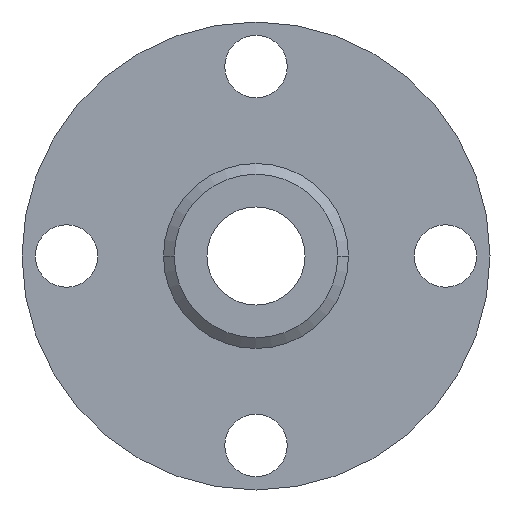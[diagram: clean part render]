
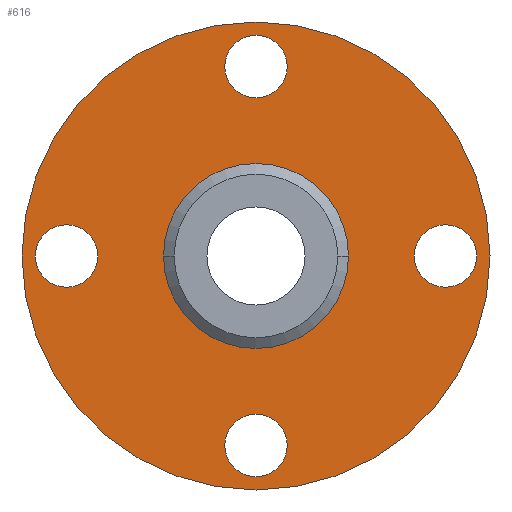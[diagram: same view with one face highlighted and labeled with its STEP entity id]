
A CAD part, front view. The second image highlights one B-rep face of the part: STEP entity #616.
In plain terms, the highlighted planar face has unit normal (0, -1, 0).
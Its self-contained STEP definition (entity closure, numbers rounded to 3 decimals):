
#2 = ORIENTED_EDGE ( 'NONE', *, *, #832, .T. ) ;
#16 = DIRECTION ( 'NONE',  ( 0., -1., 0. ) ) ;
#28 = EDGE_CURVE ( 'NONE', #690, #521, #48, .T. ) ;
#29 = FACE_BOUND ( 'NONE', #69, .T. ) ;
#35 = CIRCLE ( 'NONE', #708, 7. ) ;
#44 = DIRECTION ( 'NONE',  ( 0., 1., 0. ) ) ;
#48 = CIRCLE ( 'NONE', #259, 7. ) ;
#68 = EDGE_CURVE ( 'NONE', #661, #250, #372, .T. ) ;
#69 = EDGE_LOOP ( 'NONE', ( #306, #1094 ) ) ;
#70 = EDGE_LOOP ( 'NONE', ( #1126, #1161 ) ) ;
#71 = CIRCLE ( 'NONE', #1011, 7. ) ;
#81 = CARTESIAN_POINT ( 'NONE',  ( 49.5, 2., 0. ) ) ;
#82 = CARTESIAN_POINT ( 'NONE',  ( 35.5, 2., 0. ) ) ;
#96 = EDGE_LOOP ( 'NONE', ( #2, #213 ) ) ;
#98 = VERTEX_POINT ( 'NONE', #819 ) ;
#99 = DIRECTION ( 'NONE',  ( 1., 0., 0. ) ) ;
#106 = DIRECTION ( 'NONE',  ( 1., 0., 0. ) ) ;
#120 = VERTEX_POINT ( 'NONE', #82 ) ;
#177 = DIRECTION ( 'NONE',  ( -1., 0., 0. ) ) ;
#187 = FACE_BOUND ( 'NONE', #96, .T. ) ;
#194 = FACE_BOUND ( 'NONE', #929, .T. ) ;
#213 = ORIENTED_EDGE ( 'NONE', *, *, #732, .T. ) ;
#217 = DIRECTION ( 'NONE',  ( -1., 0., 0. ) ) ;
#225 = CIRCLE ( 'NONE', #801, 52.5 ) ;
#250 = VERTEX_POINT ( 'NONE', #944 ) ;
#259 = AXIS2_PLACEMENT_3D ( 'NONE', #1092, #1166, #177 ) ;
#268 = DIRECTION ( 'NONE',  ( 0., 0., 1. ) ) ;
#272 = DIRECTION ( 'NONE',  ( -1., 0., 0. ) ) ;
#274 = CARTESIAN_POINT ( 'NONE',  ( -42.5, 2., 0. ) ) ;
#277 = CARTESIAN_POINT ( 'NONE',  ( 0., 2., -42.5 ) ) ;
#286 = AXIS2_PLACEMENT_3D ( 'NONE', #591, #856, #680 ) ;
#290 = EDGE_CURVE ( 'NONE', #1052, #500, #71, .T. ) ;
#302 = DIRECTION ( 'NONE',  ( 0., -1., 0. ) ) ;
#303 = AXIS2_PLACEMENT_3D ( 'NONE', #726, #366, #268 ) ;
#306 = ORIENTED_EDGE ( 'NONE', *, *, #1054, .F. ) ;
#310 = VERTEX_POINT ( 'NONE', #573 ) ;
#313 = CARTESIAN_POINT ( 'NONE',  ( -20.757, 2., 0. ) ) ;
#334 = AXIS2_PLACEMENT_3D ( 'NONE', #274, #532, #461 ) ;
#343 = EDGE_LOOP ( 'NONE', ( #550, #639 ) ) ;
#348 = EDGE_CURVE ( 'NONE', #98, #310, #225, .T. ) ;
#361 = CARTESIAN_POINT ( 'NONE',  ( 0., 2., -49.5 ) ) ;
#362 = EDGE_CURVE ( 'NONE', #120, #457, #551, .T. ) ;
#366 = DIRECTION ( 'NONE',  ( 0., -1., 0. ) ) ;
#372 = CIRCLE ( 'NONE', #334, 7. ) ;
#401 = DIRECTION ( 'NONE',  ( 0., -1., 0. ) ) ;
#411 = CARTESIAN_POINT ( 'NONE',  ( 42.5, 2., 0. ) ) ;
#457 = VERTEX_POINT ( 'NONE', #81 ) ;
#458 = EDGE_CURVE ( 'NONE', #457, #120, #972, .T. ) ;
#461 = DIRECTION ( 'NONE',  ( 0., 0., -1. ) ) ;
#486 = CARTESIAN_POINT ( 'NONE',  ( 0., 2., -42.5 ) ) ;
#493 = CIRCLE ( 'NONE', #286, 20.757 ) ;
#500 = VERTEX_POINT ( 'NONE', #361 ) ;
#501 = CARTESIAN_POINT ( 'NONE',  ( 20.757, 2., 0. ) ) ;
#510 = ORIENTED_EDGE ( 'NONE', *, *, #68, .F. ) ;
#518 = DIRECTION ( 'NONE',  ( 0., 1., 0. ) ) ;
#521 = VERTEX_POINT ( 'NONE', #913 ) ;
#532 = DIRECTION ( 'NONE',  ( 0., -1., 0. ) ) ;
#550 = ORIENTED_EDGE ( 'NONE', *, *, #458, .F. ) ;
#551 = CIRCLE ( 'NONE', #820, 7. ) ;
#558 = EDGE_CURVE ( 'NONE', #310, #98, #781, .T. ) ;
#571 = AXIS2_PLACEMENT_3D ( 'NONE', #861, #401, #1138 ) ;
#573 = CARTESIAN_POINT ( 'NONE',  ( -52.5, 2., 0. ) ) ;
#574 = EDGE_LOOP ( 'NONE', ( #510, #1068 ) ) ;
#591 = CARTESIAN_POINT ( 'NONE',  ( 0., 2., 0. ) ) ;
#616 = ADVANCED_FACE ( 'NONE', ( #943, #194, #653, #29, #187, #665 ), #1109, .T. ) ;
#629 = CIRCLE ( 'NONE', #996, 20.757 ) ;
#639 = ORIENTED_EDGE ( 'NONE', *, *, #362, .F. ) ;
#653 = FACE_BOUND ( 'NONE', #343, .T. ) ;
#661 = VERTEX_POINT ( 'NONE', #846 ) ;
#665 = FACE_OUTER_BOUND ( 'NONE', #70, .T. ) ;
#671 = AXIS2_PLACEMENT_3D ( 'NONE', #940, #302, #106 ) ;
#680 = DIRECTION ( 'NONE',  ( -1., 0., 0. ) ) ;
#690 = VERTEX_POINT ( 'NONE', #754 ) ;
#695 = DIRECTION ( 'NONE',  ( -1., 0., 0. ) ) ;
#708 = AXIS2_PLACEMENT_3D ( 'NONE', #277, #16, #99 ) ;
#713 = CARTESIAN_POINT ( 'NONE',  ( 0., 2., 0. ) ) ;
#725 = DIRECTION ( 'NONE',  ( 0., -1., 0. ) ) ;
#726 = CARTESIAN_POINT ( 'NONE',  ( 42.5, 2., 0. ) ) ;
#731 = AXIS2_PLACEMENT_3D ( 'NONE', #713, #987, #1077 ) ;
#732 = EDGE_CURVE ( 'NONE', #982, #844, #629, .T. ) ;
#737 = ORIENTED_EDGE ( 'NONE', *, *, #28, .F. ) ;
#747 = DIRECTION ( 'NONE',  ( 0., -1., 0. ) ) ;
#754 = CARTESIAN_POINT ( 'NONE',  ( 0., 2., 35.5 ) ) ;
#755 = DIRECTION ( 'NONE',  ( 1., 0., 0. ) ) ;
#781 = CIRCLE ( 'NONE', #731, 52.5 ) ;
#789 = CARTESIAN_POINT ( 'NONE',  ( 0., 2., 0. ) ) ;
#792 = CARTESIAN_POINT ( 'NONE',  ( 0., 2., 0. ) ) ;
#801 = AXIS2_PLACEMENT_3D ( 'NONE', #789, #44, #695 ) ;
#802 = CIRCLE ( 'NONE', #873, 7. ) ;
#819 = CARTESIAN_POINT ( 'NONE',  ( 52.5, 2., 0. ) ) ;
#820 = AXIS2_PLACEMENT_3D ( 'NONE', #411, #874, #1057 ) ;
#832 = EDGE_CURVE ( 'NONE', #844, #982, #493, .T. ) ;
#844 = VERTEX_POINT ( 'NONE', #313 ) ;
#846 = CARTESIAN_POINT ( 'NONE',  ( -49.5, 2., 0. ) ) ;
#856 = DIRECTION ( 'NONE',  ( 0., 1., 0. ) ) ;
#860 = EDGE_CURVE ( 'NONE', #250, #661, #897, .T. ) ;
#861 = CARTESIAN_POINT ( 'NONE',  ( -42.5, 2., 0. ) ) ;
#873 = AXIS2_PLACEMENT_3D ( 'NONE', #1090, #725, #272 ) ;
#874 = DIRECTION ( 'NONE',  ( 0., -1., 0. ) ) ;
#897 = CIRCLE ( 'NONE', #571, 7. ) ;
#913 = CARTESIAN_POINT ( 'NONE',  ( 0., 2., 49.5 ) ) ;
#924 = EDGE_CURVE ( 'NONE', #521, #690, #802, .T. ) ;
#929 = EDGE_LOOP ( 'NONE', ( #1146, #737 ) ) ;
#940 = CARTESIAN_POINT ( 'NONE',  ( -20.757, 2., 0. ) ) ;
#943 = FACE_BOUND ( 'NONE', #574, .T. ) ;
#944 = CARTESIAN_POINT ( 'NONE',  ( -35.5, 2., 0. ) ) ;
#972 = CIRCLE ( 'NONE', #303, 7. ) ;
#982 = VERTEX_POINT ( 'NONE', #501 ) ;
#987 = DIRECTION ( 'NONE',  ( 0., 1., 0. ) ) ;
#996 = AXIS2_PLACEMENT_3D ( 'NONE', #792, #518, #217 ) ;
#1008 = CARTESIAN_POINT ( 'NONE',  ( 0., 2., -35.5 ) ) ;
#1011 = AXIS2_PLACEMENT_3D ( 'NONE', #486, #747, #755 ) ;
#1052 = VERTEX_POINT ( 'NONE', #1008 ) ;
#1054 = EDGE_CURVE ( 'NONE', #500, #1052, #35, .T. ) ;
#1057 = DIRECTION ( 'NONE',  ( 0., 0., 1. ) ) ;
#1068 = ORIENTED_EDGE ( 'NONE', *, *, #860, .F. ) ;
#1077 = DIRECTION ( 'NONE',  ( -1., 0., 0. ) ) ;
#1090 = CARTESIAN_POINT ( 'NONE',  ( 0., 2., 42.5 ) ) ;
#1092 = CARTESIAN_POINT ( 'NONE',  ( 0., 2., 42.5 ) ) ;
#1094 = ORIENTED_EDGE ( 'NONE', *, *, #290, .F. ) ;
#1109 = PLANE ( 'NONE',  #671 ) ;
#1126 = ORIENTED_EDGE ( 'NONE', *, *, #558, .F. ) ;
#1138 = DIRECTION ( 'NONE',  ( 0., 0., -1. ) ) ;
#1146 = ORIENTED_EDGE ( 'NONE', *, *, #924, .F. ) ;
#1161 = ORIENTED_EDGE ( 'NONE', *, *, #348, .F. ) ;
#1166 = DIRECTION ( 'NONE',  ( 0., -1., 0. ) ) ;
